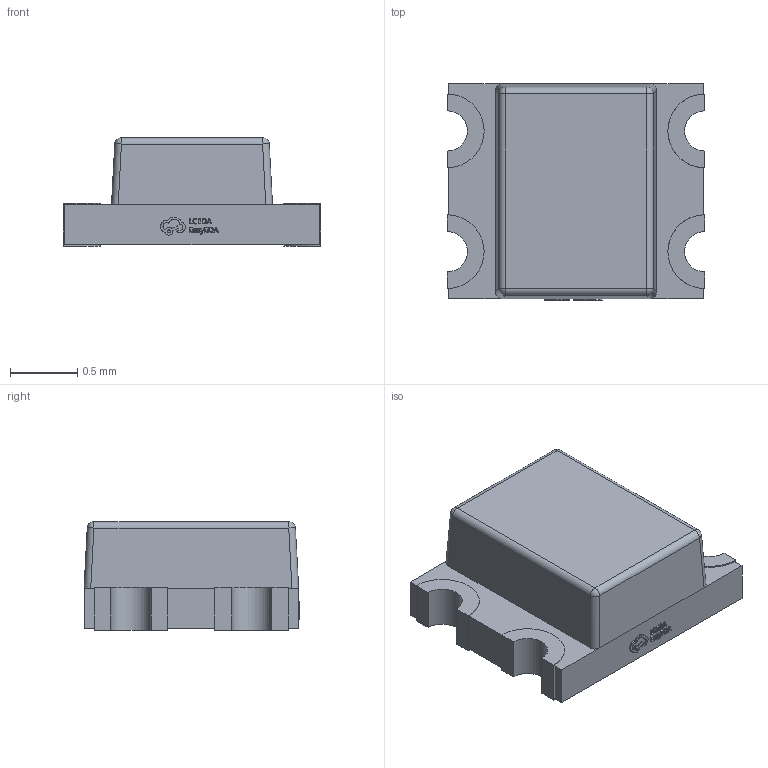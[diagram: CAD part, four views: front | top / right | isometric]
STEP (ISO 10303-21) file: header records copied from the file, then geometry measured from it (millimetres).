
FILE_DESCRIPTION (( 'STEP AP214' ), '1' );
FILE_NAME ('LED-ARRAY-SMD_4P-L1.9-W1.6-H0.8-P0.9.step', '2022-07-08T11:18:16', ( '' ), ( '' ), 'SwSTEP 2.0', 'SolidWorks 2020', '' );
FILE_SCHEMA (( 'AUTOMOTIVE_DESIGN' ));
Length unit declared in the file: millimetre
Products named in the file (1): LED-ARRAY-SMD_4P-L1.9-W1.6-H0.8-P0.9
Bounding box: 1.92 x 1.61 x 0.81 mm (x, y, z)
Volume: 1.8 mm3; surface area: 12 mm2
Topology: 3 solids, 3 shells, 337 faces, 893 edges, 590 vertices
Faces by surface type: plane 203, bspline 112, cylinder 18, sphere 4
Entity records: 14679 total; most frequent: CARTESIAN_POINT 3937, ORIENTED_EDGE 1786, DIRECTION 1149, EDGE_CURVE 893, VECTOR 625, LINE 625, VERTEX_POINT 590, EDGE_LOOP 365
